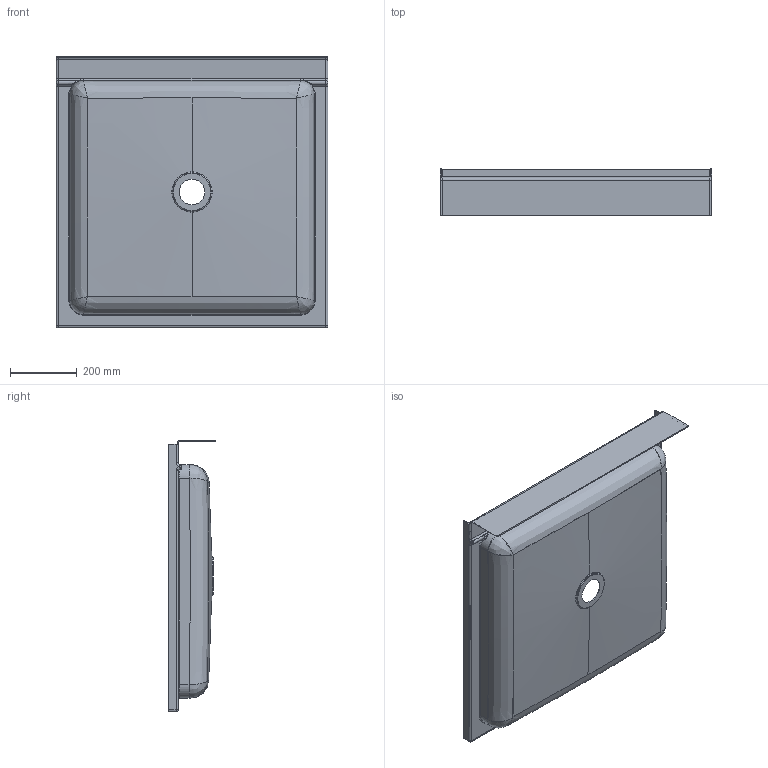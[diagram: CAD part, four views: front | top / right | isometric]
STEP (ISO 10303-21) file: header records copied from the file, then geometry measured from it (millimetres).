
FILE_DESCRIPTION (( 'STEP AP203' ), '1' );
FILE_NAME ('SWB3232.STEP', '2021-01-04T20:46:45', ( '' ), ( '' ), 'SwSTEP 2.0', 'SolidWorks 2020', '' );
FILE_SCHEMA (( 'CONFIG_CONTROL_DESIGN' ));
Length unit declared in the file: inch
Products named in the file (1): SWB3232
Bounding box: 812.8 x 139.7 x 812.8 mm (x, y, z)
Volume: 3107461.6 mm3; surface area: 1969883.3 mm2
Topology: 1 solids, 1 shells, 162 faces, 394 edges, 210 vertices
Faces by surface type: cylinder 50, bspline 40, plane 30, torus 22, cone 12, sphere 8
Entity records: 7903 total; most frequent: CARTESIAN_POINT 4469, ORIENTED_EDGE 732, DIRECTION 676, EDGE_CURVE 366, AXIS2_PLACEMENT_3D 275, VERTEX_POINT 206, EDGE_LOOP 164, ADVANCED_FACE 162
